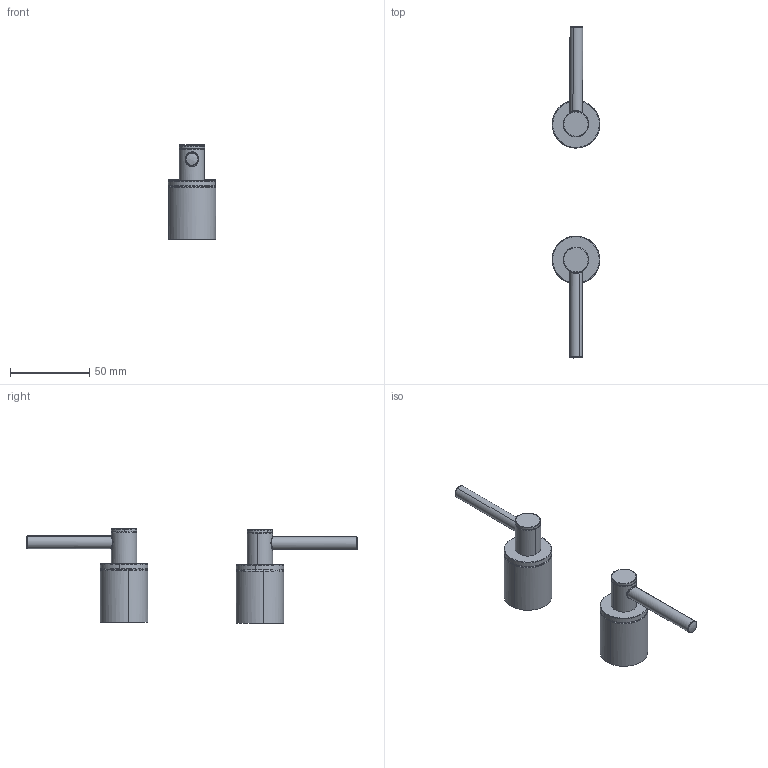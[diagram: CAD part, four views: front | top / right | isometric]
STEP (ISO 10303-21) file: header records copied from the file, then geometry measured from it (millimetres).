
FILE_DESCRIPTION(/* description */ ('AP214 STEP file'),/* implementation_level */ '2;1');
FILE_NAME(/* name */ '18027003_out.stp',/* time_stamp */ '2025-09-24T12:08:35+02:00',/* author */ (''),/* organization */ (''),/* preprocessor_version */ 'ST-DEVELOPER v18.1',/* originating_system */ 'Elysium Co. Ltd. STEP Translator v8.3.0.0',/* authorisation */ '');
FILE_SCHEMA (('AUTOMOTIVE_DESIGN { 1 0 10303 214 3 1 1 }'));
Length unit declared in the file: millimetre
Products named in the file (1): 18027003_extract
Bounding box: 30 x 209.18 x 59.4 mm (x, y, z)
Volume: 66346 mm3; surface area: 14770.2 mm2
Topology: 2 solids, 2 shells, 62 faces, 143 edges, 90 vertices
Faces by surface type: torus 24, cylinder 12, bspline 8, cone 8, plane 8, sphere 2
Entity records: 2856 total; most frequent: CARTESIAN_POINT 1546, ORIENTED_EDGE 286, EDGE_CURVE 143, STYLED_ITEM 124, DIRECTION 97, B_SPLINE_CURVE_WITH_KNOTS 92, VERTEX_POINT 90, AXIS2_PLACEMENT_3D 87
